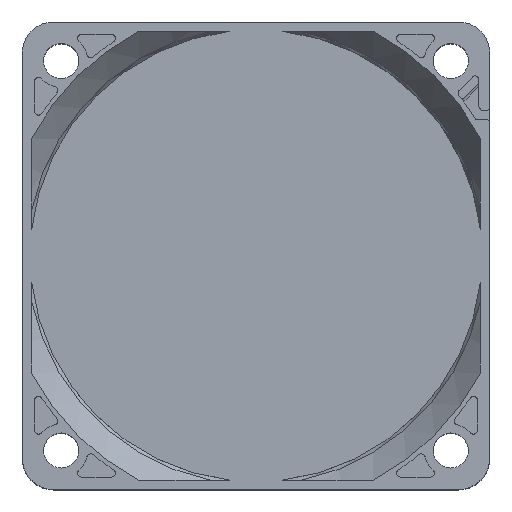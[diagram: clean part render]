
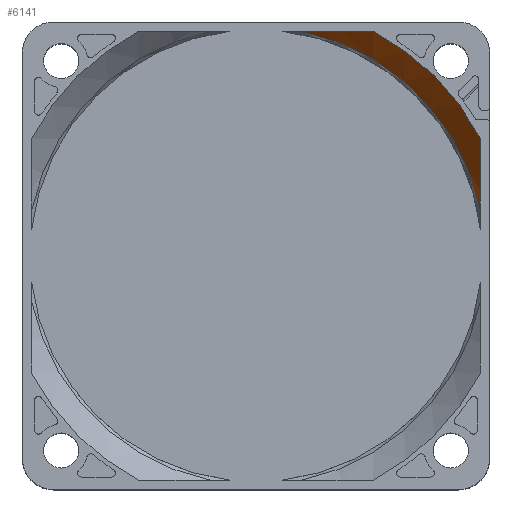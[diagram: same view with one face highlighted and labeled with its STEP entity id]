
A CAD part, top view. The second image highlights one B-rep face of the part: STEP entity #6141.
In plain terms, the highlighted conical face has half-angle 36.5 degrees and reference radius 30.94 mm.
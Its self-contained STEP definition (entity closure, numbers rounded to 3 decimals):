
#40=CARTESIAN_POINT('',(0.,0.,38.));
#41=DIRECTION('',(0.,0.,1.));
#42=DIRECTION('',(0.886,0.463,0.));
#43=AXIS2_PLACEMENT_3D('',#40,#41,#42);
#392=CARTESIAN_POINT('',(15.06,28.8,38.));
#393=CARTESIAN_POINT('',(14.295,28.8,37.521));
#394=CARTESIAN_POINT('',(12.764,28.8,36.63));
#395=CARTESIAN_POINT('',(10.847,28.8,35.632));
#396=CARTESIAN_POINT('',(8.219,28.8,34.509));
#397=CARTESIAN_POINT('',(6.623,28.8,34.001));
#398=CARTESIAN_POINT('',(5.81,28.8,33.784));
#427=CARTESIAN_POINT('',(0.,0.,33.784));
#428=DIRECTION('',(0.,0.,-1.));
#429=DIRECTION('',(0.198,0.98,0.));
#430=AXIS2_PLACEMENT_3D('',#427,#428,#429);
#432=CARTESIAN_POINT('',(28.8,15.06,38.));
#433=CARTESIAN_POINT('',(28.8,14.263,37.501));
#434=CARTESIAN_POINT('',(28.8,12.684,36.577));
#435=CARTESIAN_POINT('',(28.8,10.513,35.478));
#436=CARTESIAN_POINT('',(28.8,8.104,34.471));
#437=CARTESIAN_POINT('',(28.8,6.575,33.988));
#438=CARTESIAN_POINT('',(28.8,5.81,33.784));
#5050=CARTESIAN_POINT('',(28.8,15.06,38.));
#5051=CARTESIAN_POINT('',(15.06,28.8,38.));
#5052=VERTEX_POINT('',#5050);
#5053=VERTEX_POINT('',#5051);
#5644=VERTEX_POINT('',#438);
#5647=CARTESIAN_POINT('',(5.81,28.8,33.784));
#5648=VERTEX_POINT('',#5647);
#6130=CARTESIAN_POINT('',(0.,0.,35.892));
#6131=DIRECTION('',(0.,0.,1.));
#6132=DIRECTION('',(0.,1.,0.));
#6133=AXIS2_PLACEMENT_3D('',#6130,#6131,#6132);
#6134=CONICAL_SURFACE('',#6133,30.94,36.5);
#6135=ORIENTED_EDGE('',*,*,#6124,.F.);
#6136=ORIENTED_EDGE('',*,*,#6067,.F.);
#6137=ORIENTED_EDGE('',*,*,#5923,.F.);
#6138=ORIENTED_EDGE('',*,*,#6111,.T.);
#6139=EDGE_LOOP('',(#6135,#6136,#6137,#6138));
#6140=FACE_OUTER_BOUND('',#6139,.F.);
#6141=ADVANCED_FACE('',(#6140),#6134,.F.);
#44=CIRCLE('',#43,32.5);
#399=B_SPLINE_CURVE_WITH_KNOTS('',3,(#392,#393,#394,#395,#396,#397,#398),
.UNSPECIFIED.,.F.,.F.,(4,1,1,1,4),(0.,0.25,0.5,0.75,1.),
.UNSPECIFIED.);
#431=CIRCLE('',#430,29.38);
#439=B_SPLINE_CURVE_WITH_KNOTS('',3,(#432,#433,#434,#435,#436,#437,#438),
.UNSPECIFIED.,.F.,.F.,(4,1,1,1,4),(0.,0.25,0.5,0.75,1.),
.UNSPECIFIED.);
#5923=EDGE_CURVE('',#5052,#5053,#44,.T.);
#6067=EDGE_CURVE('',#5053,#5648,#399,.T.);
#6111=EDGE_CURVE('',#5052,#5644,#439,.T.);
#6124=EDGE_CURVE('',#5648,#5644,#431,.T.);
